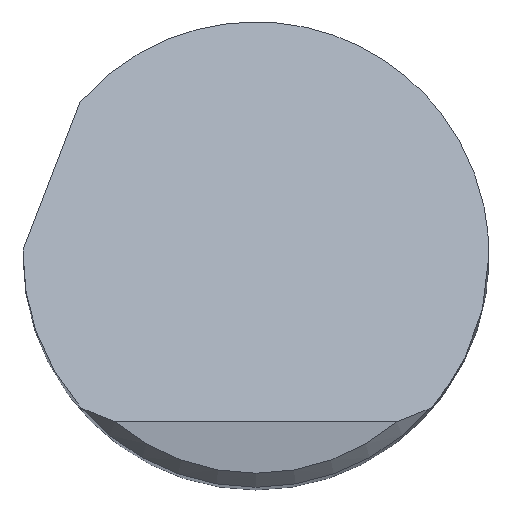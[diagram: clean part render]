
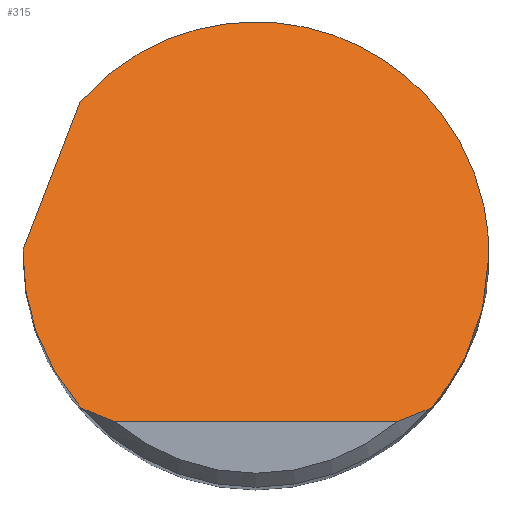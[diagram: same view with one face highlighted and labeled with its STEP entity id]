
A CAD part, top view. The second image highlights one B-rep face of the part: STEP entity #315.
In plain terms, the highlighted planar face has unit normal (0, 0.707, 0.707).
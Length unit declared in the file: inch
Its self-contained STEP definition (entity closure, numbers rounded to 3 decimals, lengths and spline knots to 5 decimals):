
#16 = CARTESIAN_POINT ( 'NONE',  ( 0.18782, -0.165, 3.485 ) ) ;
#24 = CARTESIAN_POINT ( 'NONE',  ( 0.22834, -0.11887, 3.43887 ) ) ;
#31 = CARTESIAN_POINT ( 'NONE',  ( 0.25, 0., 3.32 ) ) ;
#42 = CARTESIAN_POINT ( 'NONE',  ( -0.25, 0., 3.32 ) ) ;
#46 = FACE_OUTER_BOUND ( 'NONE', #545, .T. ) ;
#50 = CARTESIAN_POINT ( 'NONE',  ( -0.25, -0.18, 3.5 ) ) ;
#63 =( BOUNDED_CURVE ( )  B_SPLINE_CURVE ( 3, ( #461, #351, #348, #42 ),
 .UNSPECIFIED., .F., .T. ) 
 B_SPLINE_CURVE_WITH_KNOTS ( ( 4, 4 ),
 ( 3.99157, 4.71239 ),
 .UNSPECIFIED. ) 
 CURVE ( )  GEOMETRIC_REPRESENTATION_ITEM ( )  RATIONAL_B_SPLINE_CURVE ( ( 1., 0.957, 0.957, 1. ) ) 
 REPRESENTATION_ITEM ( '' )  );
#72 = CARTESIAN_POINT ( 'NONE',  ( 0.25, 0., 3.32 ) ) ;
#87 = CARTESIAN_POINT ( 'NONE',  ( 0.17589, -0.1704, 3.4904 ) ) ;
#96 = VERTEX_POINT ( 'NONE', #72 ) ;
#101 = CARTESIAN_POINT ( 'NONE',  ( 0.15108, -0.18, 3.5 ) ) ;
#102 = CARTESIAN_POINT ( 'NONE',  ( -0.18782, -0.165, 3.485 ) ) ;
#116 = VECTOR ( 'NONE', #565, 39.37008 ) ;
#137 = CARTESIAN_POINT ( 'NONE',  ( -0.15108, -0.18, 3.5 ) ) ;
#159 = VERTEX_POINT ( 'NONE', #391 ) ;
#168 = B_SPLINE_CURVE_WITH_KNOTS ( 'NONE', 3,
 ( #181, #232, #592, #137 ),
 .UNSPECIFIED., .F., .F.,
 ( 4, 4 ),
 ( 0., 0.00108 ),
 .UNSPECIFIED. ) ;
#175 = CARTESIAN_POINT ( 'NONE',  ( 0.25, 0., 3.32 ) ) ;
#176 = EDGE_CURVE ( 'NONE', #281, #253, #240, .T. ) ;
#181 = CARTESIAN_POINT ( 'NONE',  ( -0.18782, -0.165, 3.485 ) ) ;
#190 = CARTESIAN_POINT ( 'NONE',  ( -0.25, 0.00167, 3.31833 ) ) ;
#195 = ORIENTED_EDGE ( 'NONE', *, *, #492, .F. ) ;
#210 = VERTEX_POINT ( 'NONE', #559 ) ;
#224 = ORIENTED_EDGE ( 'NONE', *, *, #510, .T. ) ;
#232 = CARTESIAN_POINT ( 'NONE',  ( -0.17589, -0.1704, 3.4904 ) ) ;
#240 = LINE ( 'NONE', #442, #317 ) ;
#245 = VERTEX_POINT ( 'NONE', #102 ) ;
#248 = CARTESIAN_POINT ( 'NONE',  ( 0.16367, -0.17542, 3.49542 ) ) ;
#253 = VERTEX_POINT ( 'NONE', #563 ) ;
#262 = DIRECTION ( 'NONE',  ( 0., -0.707, -0.707 ) ) ;
#264 = ORIENTED_EDGE ( 'NONE', *, *, #680, .T. ) ;
#271 = CARTESIAN_POINT ( 'NONE',  ( -0.25, 0., 3.32 ) ) ;
#278 = CARTESIAN_POINT ( 'NONE',  ( -0.24995, 0.005, 3.315 ) ) ;
#281 = VERTEX_POINT ( 'NONE', #451 ) ;
#303 = CARTESIAN_POINT ( 'NONE',  ( 0.18782, -0.165, 3.485 ) ) ;
#315 = ADVANCED_FACE ( 'NONE', ( #46 ), #357, .F. ) ;
#317 = VECTOR ( 'NONE', #660, 39.37008 ) ;
#331 = CARTESIAN_POINT ( 'NONE',  ( 0.25, -0.06141, 3.38141 ) ) ;
#348 = CARTESIAN_POINT ( 'NONE',  ( -0.25, -0.06141, 3.38141 ) ) ;
#350 = ORIENTED_EDGE ( 'NONE', *, *, #176, .F. ) ;
#351 = CARTESIAN_POINT ( 'NONE',  ( -0.22834, -0.11887, 3.43887 ) ) ;
#356 =( BOUNDED_CURVE ( )  B_SPLINE_CURVE ( 3, ( #500, #190, #393, #278 ),
 .UNSPECIFIED., .F., .T. ) 
 B_SPLINE_CURVE_WITH_KNOTS ( ( 4, 4 ),
 ( 4.71239, 4.73239 ),
 .UNSPECIFIED. ) 
 CURVE ( )  GEOMETRIC_REPRESENTATION_ITEM ( )  RATIONAL_B_SPLINE_CURVE ( ( 1., 1., 1., 1. ) ) 
 REPRESENTATION_ITEM ( '' )  );
#357 = PLANE ( 'NONE',  #673 ) ;
#368 = ORIENTED_EDGE ( 'NONE', *, *, #542, .F. ) ;
#371 = CARTESIAN_POINT ( 'NONE',  ( -0.0078, 0.37177, 2.94823 ) ) ;
#389 = B_SPLINE_CURVE_WITH_KNOTS ( 'NONE', 3,
 ( #101, #248, #87, #303 ),
 .UNSPECIFIED., .F., .F.,
 ( 4, 4 ),
 ( 0., 0.00108 ),
 .UNSPECIFIED. ) ;
#391 = CARTESIAN_POINT ( 'NONE',  ( 0.15108, -0.18, 3.5 ) ) ;
#393 = CARTESIAN_POINT ( 'NONE',  ( -0.24998, 0.00333, 3.31667 ) ) ;
#419 = EDGE_CURVE ( 'NONE', #253, #96, #596, .T. ) ;
#439 = CARTESIAN_POINT ( 'NONE',  ( 0.18782, -0.165, 3.485 ) ) ;
#442 = CARTESIAN_POINT ( 'NONE',  ( -0.31638, -0.1672, 3.4872 ) ) ;
#449 = VERTEX_POINT ( 'NONE', #271 ) ;
#451 = CARTESIAN_POINT ( 'NONE',  ( -0.24995, 0.005, 3.315 ) ) ;
#456 = LINE ( 'NONE', #663, #116 ) ;
#461 = CARTESIAN_POINT ( 'NONE',  ( -0.18782, -0.165, 3.485 ) ) ;
#464 = DIRECTION ( 'NONE',  ( 0., 0.707, -0.707 ) ) ;
#474 =( BOUNDED_CURVE ( )  B_SPLINE_CURVE ( 3, ( #31, #331, #24, #16 ),
 .UNSPECIFIED., .F., .T. ) 
 B_SPLINE_CURVE_WITH_KNOTS ( ( 4, 4 ),
 ( 1.5708, 2.29162 ),
 .UNSPECIFIED. ) 
 CURVE ( )  GEOMETRIC_REPRESENTATION_ITEM ( )  RATIONAL_B_SPLINE_CURVE ( ( 1., 0.957, 0.957, 1. ) ) 
 REPRESENTATION_ITEM ( '' )  );
#477 = CARTESIAN_POINT ( 'NONE',  ( -0.18855, 0.16416, 3.15584 ) ) ;
#492 = EDGE_CURVE ( 'NONE', #449, #281, #356, .T. ) ;
#497 = ORIENTED_EDGE ( 'NONE', *, *, #646, .F. ) ;
#500 = CARTESIAN_POINT ( 'NONE',  ( -0.25, 0., 3.32 ) ) ;
#510 = EDGE_CURVE ( 'NONE', #245, #210, #168, .T. ) ;
#542 = EDGE_CURVE ( 'NONE', #96, #572, #474, .T. ) ;
#545 = EDGE_LOOP ( 'NONE', ( #548, #264, #368, #558, #350, #195, #497, #224 ) ) ;
#548 = ORIENTED_EDGE ( 'NONE', *, *, #659, .T. ) ;
#558 = ORIENTED_EDGE ( 'NONE', *, *, #419, .F. ) ;
#559 = CARTESIAN_POINT ( 'NONE',  ( -0.15108, -0.18, 3.5 ) ) ;
#563 = CARTESIAN_POINT ( 'NONE',  ( -0.18855, 0.16416, 3.15584 ) ) ;
#565 = DIRECTION ( 'NONE',  ( 1., 0., 0. ) ) ;
#572 = VERTEX_POINT ( 'NONE', #439 ) ;
#580 = CARTESIAN_POINT ( 'NONE',  ( 0.25, 0.27527, 3.04473 ) ) ;
#592 = CARTESIAN_POINT ( 'NONE',  ( -0.16367, -0.17542, 3.49542 ) ) ;
#596 =( BOUNDED_CURVE ( )  B_SPLINE_CURVE ( 3, ( #477, #371, #580, #175 ),
 .UNSPECIFIED., .F., .T. ) 
 B_SPLINE_CURVE_WITH_KNOTS ( ( 4, 4 ),
 ( 5.42872, 7.85398 ),
 .UNSPECIFIED. ) 
 CURVE ( )  GEOMETRIC_REPRESENTATION_ITEM ( )  RATIONAL_B_SPLINE_CURVE ( ( 1., 0.567, 0.567, 1. ) ) 
 REPRESENTATION_ITEM ( '' )  );
#646 = EDGE_CURVE ( 'NONE', #245, #449, #63, .T. ) ;
#659 = EDGE_CURVE ( 'NONE', #210, #159, #456, .T. ) ;
#660 = DIRECTION ( 'NONE',  ( 0.263, 0.682, -0.682 ) ) ;
#663 = CARTESIAN_POINT ( 'NONE',  ( 0., -0.18, 3.5 ) ) ;
#673 = AXIS2_PLACEMENT_3D ( 'NONE', #50, #262, #464 ) ;
#680 = EDGE_CURVE ( 'NONE', #159, #572, #389, .T. ) ;
